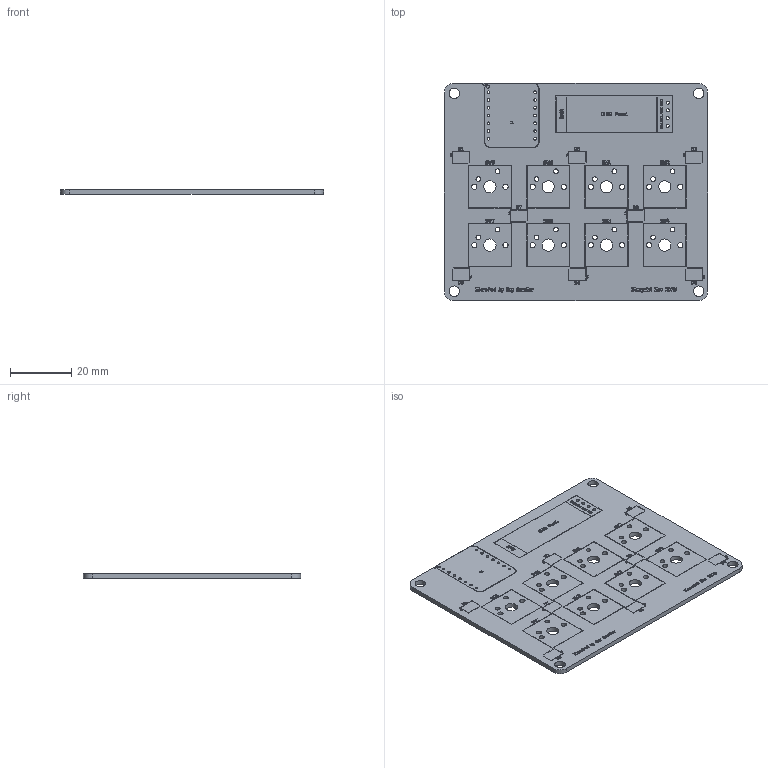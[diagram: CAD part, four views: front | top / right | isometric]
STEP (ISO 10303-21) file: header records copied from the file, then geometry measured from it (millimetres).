
FILE_DESCRIPTION(('KiCad electronic assembly'),'2;1');
FILE_NAME('Blueprint1_hackpad.step','2025-11-18T17:39:51',('Pcbnew'),( 'Kicad'),'Open CASCADE STEP processor 7.9','KiCad to STEP converter' ,'Unknown');
FILE_SCHEMA(('AUTOMOTIVE_DESIGN { 1 0 10303 214 1 1 1 1 }'));
Length unit declared in the file: millimetre
Products named in the file (3): Blueprint1_hackpad 1; Blueprint1_hackpad_silkscreen; Blueprint1_hackpad_PCB
Assembly tree (2 placements, depth 2):
  Blueprint1_hackpad 1
    Blueprint1_hackpad_silkscreen
    Blueprint1_hackpad_PCB
Bounding box: 86 x 71 x 1.58 mm (x, y, z)
Volume: 8886.4 mm3; surface area: 12896 mm2
Topology: 1 solids, 134 shells, 205 faces, 2708 edges, 2638 vertices
Faces by surface type: plane 139, cylinder 66
Full cylindrical faces by diameter (mm): 0.889 x14, 1 x4, 1.5 x16, 1.7 x16, 3.4 x4, 4 x8
Entity records: 26015 total; most frequent: CARTESIAN_POINT 5554, DIRECTION 3871, ORIENTED_EDGE 2918, EDGE_CURVE 2708, VERTEX_POINT 2638, LINE 1961, VECTOR 1961, AXIS2_PLACEMENT_3D 955
